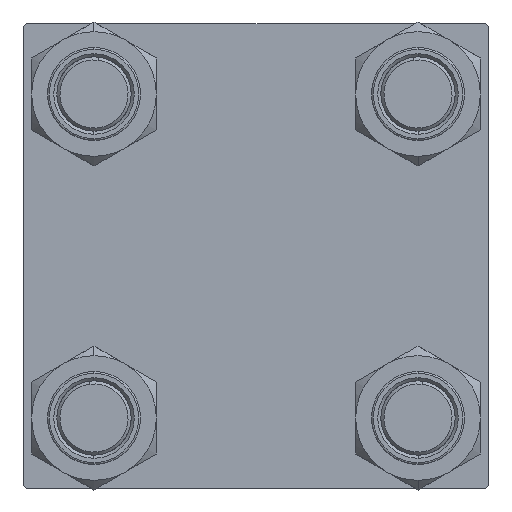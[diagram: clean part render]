
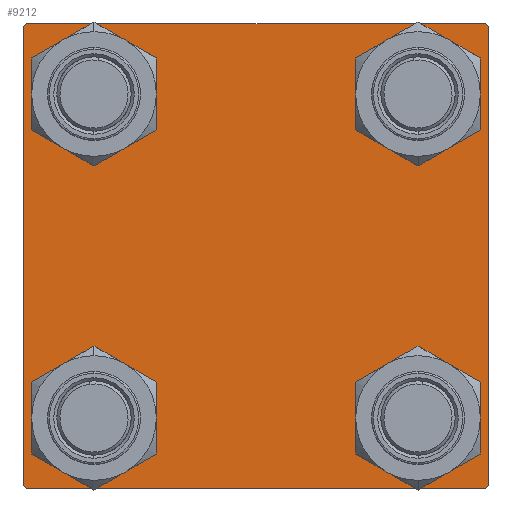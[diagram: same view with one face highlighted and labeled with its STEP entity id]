
A CAD part, left-side view. The second image highlights one B-rep face of the part: STEP entity #9212.
In plain terms, the highlighted planar face has unit normal (-1, 0, 0).
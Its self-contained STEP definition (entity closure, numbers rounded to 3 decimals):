
#1422 = ORIENTED_EDGE ( 'NONE', *, *, #2404, .F. ) ;
#1515 = EDGE_CURVE ( 'NONE', #30123, #22061, #30509, .T. ) ;
#1553 = FACE_BOUND ( 'NONE', #36457, .T. ) ;
#1596 = LINE ( 'NONE', #4403, #41962 ) ;
#1809 = EDGE_CURVE ( 'NONE', #48268, #20041, #28181, .T. ) ;
#2349 = CARTESIAN_POINT ( 'NONE',  ( 0., 26.15, 32.65 ) ) ;
#2404 = EDGE_CURVE ( 'NONE', #40756, #38510, #1596, .T. ) ;
#2419 = DIRECTION ( 'NONE',  ( 0., 0., 1. ) ) ;
#3381 = CARTESIAN_POINT ( 'NONE',  ( 0., -37., -37.5 ) ) ;
#3528 = VERTEX_POINT ( 'NONE', #49453 ) ;
#4403 = CARTESIAN_POINT ( 'NONE',  ( 0., 37.5, 37.5 ) ) ;
#5101 = ORIENTED_EDGE ( 'NONE', *, *, #22784, .T. ) ;
#5182 = LINE ( 'NONE', #24278, #15768 ) ;
#5189 = CARTESIAN_POINT ( 'NONE',  ( 0., 26.15, 26.15 ) ) ;
#5886 = DIRECTION ( 'NONE',  ( 0., 0., 1. ) ) ;
#6032 = CARTESIAN_POINT ( 'NONE',  ( 0., 26.15, -26.15 ) ) ;
#6095 = ORIENTED_EDGE ( 'NONE', *, *, #24605, .T. ) ;
#6420 = CARTESIAN_POINT ( 'NONE',  ( 0., -37.5, 37.5 ) ) ;
#7644 = EDGE_CURVE ( 'NONE', #22061, #30123, #38025, .T. ) ;
#7708 = AXIS2_PLACEMENT_3D ( 'NONE', #21496, #18181, #2419 ) ;
#8008 = DIRECTION ( 'NONE',  ( 0., -0.707, 0.707 ) ) ;
#8261 = EDGE_CURVE ( 'NONE', #3528, #23573, #14052, .T. ) ;
#8266 = CARTESIAN_POINT ( 'NONE',  ( 0., 37.5, -37.5 ) ) ;
#8318 = EDGE_CURVE ( 'NONE', #15804, #21299, #41342, .T. ) ;
#9212 = ADVANCED_FACE ( 'NONE', ( #40285, #20381, #28777, #1553, #25209 ), #16561, .T. ) ;
#9442 = DIRECTION ( 'NONE',  ( 0., 0., 1. ) ) ;
#9641 = CIRCLE ( 'NONE', #12911, 6.5 ) ;
#9649 = DIRECTION ( 'NONE',  ( 1., 0., 0. ) ) ;
#10119 = DIRECTION ( 'NONE',  ( 0., 0., 1. ) ) ;
#10173 = DIRECTION ( 'NONE',  ( 1., 0., 0. ) ) ;
#10637 = DIRECTION ( 'NONE',  ( 0., 0.707, -0.707 ) ) ;
#11005 = EDGE_CURVE ( 'NONE', #20041, #48268, #9641, .T. ) ;
#11146 = CARTESIAN_POINT ( 'NONE',  ( 0., -26.15, -26.15 ) ) ;
#11580 = LINE ( 'NONE', #42931, #33353 ) ;
#12911 = AXIS2_PLACEMENT_3D ( 'NONE', #17341, #32397, #5886 ) ;
#13213 = CARTESIAN_POINT ( 'NONE',  ( 0., -26.15, -26.15 ) ) ;
#13639 = ORIENTED_EDGE ( 'NONE', *, *, #7644, .T. ) ;
#14051 = VECTOR ( 'NONE', #10637, 1000. ) ;
#14052 = LINE ( 'NONE', #29332, #47877 ) ;
#14886 = EDGE_CURVE ( 'NONE', #17168, #3528, #5182, .T. ) ;
#14978 = DIRECTION ( 'NONE',  ( 0., 0., 1. ) ) ;
#15768 = VECTOR ( 'NONE', #16634, 1000. ) ;
#15804 = VERTEX_POINT ( 'NONE', #35607 ) ;
#16561 = PLANE ( 'NONE',  #31559 ) ;
#16634 = DIRECTION ( 'NONE',  ( 0., 0., -1. ) ) ;
#16794 = VERTEX_POINT ( 'NONE', #27861 ) ;
#17168 = VERTEX_POINT ( 'NONE', #36496 ) ;
#17341 = CARTESIAN_POINT ( 'NONE',  ( 0., 26.15, -26.15 ) ) ;
#18181 = DIRECTION ( 'NONE',  ( 1., 0., 0. ) ) ;
#18791 = ORIENTED_EDGE ( 'NONE', *, *, #44803, .T. ) ;
#19308 = ORIENTED_EDGE ( 'NONE', *, *, #1809, .T. ) ;
#19728 = CARTESIAN_POINT ( 'NONE',  ( 0., 26.15, -32.65 ) ) ;
#20041 = VERTEX_POINT ( 'NONE', #19728 ) ;
#20096 = AXIS2_PLACEMENT_3D ( 'NONE', #37888, #45042, #10119 ) ;
#20137 = CARTESIAN_POINT ( 'NONE',  ( 0., 37., -37.5 ) ) ;
#20381 = FACE_BOUND ( 'NONE', #41001, .T. ) ;
#20451 = CARTESIAN_POINT ( 'NONE',  ( 0., -37.25, 37.25 ) ) ;
#20620 = VECTOR ( 'NONE', #23781, 1000. ) ;
#20648 = CARTESIAN_POINT ( 'NONE',  ( 0., -26.15, 19.65 ) ) ;
#20926 = CARTESIAN_POINT ( 'NONE',  ( 0., -26.15, -19.65 ) ) ;
#21125 = EDGE_CURVE ( 'NONE', #21350, #21299, #11580, .T. ) ;
#21205 = DIRECTION ( 'NONE',  ( 1., 0., 0. ) ) ;
#21299 = VERTEX_POINT ( 'NONE', #29855 ) ;
#21350 = VERTEX_POINT ( 'NONE', #3381 ) ;
#21496 = CARTESIAN_POINT ( 'NONE',  ( 0., 26.15, 26.15 ) ) ;
#22016 = CIRCLE ( 'NONE', #40782, 6.5 ) ;
#22061 = VERTEX_POINT ( 'NONE', #37534 ) ;
#22185 = DIRECTION ( 'NONE',  ( 0., 0., -1. ) ) ;
#22227 = VECTOR ( 'NONE', #44183, 1000. ) ;
#22784 = EDGE_CURVE ( 'NONE', #33294, #43583, #22016, .T. ) ;
#23573 = VERTEX_POINT ( 'NONE', #20137 ) ;
#23781 = DIRECTION ( 'NONE',  ( 0., -1., 0. ) ) ;
#24278 = CARTESIAN_POINT ( 'NONE',  ( 0., 37.5, 37.5 ) ) ;
#24280 = LINE ( 'NONE', #20451, #22227 ) ;
#24605 = EDGE_CURVE ( 'NONE', #16794, #43618, #36745, .T. ) ;
#25209 = FACE_OUTER_BOUND ( 'NONE', #41332, .T. ) ;
#25758 = DIRECTION ( 'NONE',  ( 0., -0.707, -0.707 ) ) ;
#26421 = AXIS2_PLACEMENT_3D ( 'NONE', #6032, #48875, #41967 ) ;
#26659 = ORIENTED_EDGE ( 'NONE', *, *, #1515, .T. ) ;
#27397 = EDGE_LOOP ( 'NONE', ( #13639, #26659 ) ) ;
#27690 = ORIENTED_EDGE ( 'NONE', *, *, #14886, .T. ) ;
#27861 = CARTESIAN_POINT ( 'NONE',  ( 0., 26.15, 19.65 ) ) ;
#28181 = CIRCLE ( 'NONE', #26421, 6.5 ) ;
#28777 = FACE_BOUND ( 'NONE', #35625, .T. ) ;
#29332 = CARTESIAN_POINT ( 'NONE',  ( 0., 37.25, -37.25 ) ) ;
#29339 = EDGE_CURVE ( 'NONE', #15804, #38510, #24280, .T. ) ;
#29855 = CARTESIAN_POINT ( 'NONE',  ( 0., -37.5, -37. ) ) ;
#29973 = CARTESIAN_POINT ( 'NONE',  ( 0., 37.25, 37.25 ) ) ;
#30123 = VERTEX_POINT ( 'NONE', #20648 ) ;
#30329 = CARTESIAN_POINT ( 'NONE',  ( 0., -37., 37.5 ) ) ;
#30509 = CIRCLE ( 'NONE', #39593, 6.5 ) ;
#30736 = DIRECTION ( 'NONE',  ( 1., 0., 0. ) ) ;
#31559 = AXIS2_PLACEMENT_3D ( 'NONE', #31858, #40034, #9442 ) ;
#31858 = CARTESIAN_POINT ( 'NONE',  ( 0., 0., 0. ) ) ;
#31969 = EDGE_CURVE ( 'NONE', #43618, #16794, #46760, .T. ) ;
#31986 = ORIENTED_EDGE ( 'NONE', *, *, #21125, .T. ) ;
#32397 = DIRECTION ( 'NONE',  ( 1., 0., 0. ) ) ;
#32597 = ORIENTED_EDGE ( 'NONE', *, *, #29339, .T. ) ;
#33294 = VERTEX_POINT ( 'NONE', #39021 ) ;
#33349 = ORIENTED_EDGE ( 'NONE', *, *, #44802, .T. ) ;
#33353 = VECTOR ( 'NONE', #8008, 1000. ) ;
#34559 = ORIENTED_EDGE ( 'NONE', *, *, #11005, .T. ) ;
#34563 = EDGE_CURVE ( 'NONE', #23573, #21350, #43188, .T. ) ;
#35502 = DIRECTION ( 'NONE',  ( 0., -1., 0. ) ) ;
#35607 = CARTESIAN_POINT ( 'NONE',  ( 0., -37.5, 37. ) ) ;
#35625 = EDGE_LOOP ( 'NONE', ( #19308, #34559 ) ) ;
#36064 = ORIENTED_EDGE ( 'NONE', *, *, #8261, .T. ) ;
#36457 = EDGE_LOOP ( 'NONE', ( #37629, #6095 ) ) ;
#36496 = CARTESIAN_POINT ( 'NONE',  ( 0., 37.5, 37. ) ) ;
#36745 = CIRCLE ( 'NONE', #43272, 6.5 ) ;
#36786 = DIRECTION ( 'NONE',  ( 0., 0., 1. ) ) ;
#36843 = CARTESIAN_POINT ( 'NONE',  ( 0., 37., 37.5 ) ) ;
#37534 = CARTESIAN_POINT ( 'NONE',  ( 0., -26.15, 32.65 ) ) ;
#37629 = ORIENTED_EDGE ( 'NONE', *, *, #31969, .T. ) ;
#37672 = AXIS2_PLACEMENT_3D ( 'NONE', #11146, #30736, #49396 ) ;
#37888 = CARTESIAN_POINT ( 'NONE',  ( 0., -26.15, 26.15 ) ) ;
#38025 = CIRCLE ( 'NONE', #20096, 6.5 ) ;
#38393 = CARTESIAN_POINT ( 'NONE',  ( 0., 26.15, -19.65 ) ) ;
#38510 = VERTEX_POINT ( 'NONE', #30329 ) ;
#39021 = CARTESIAN_POINT ( 'NONE',  ( 0., -26.15, -32.65 ) ) ;
#39593 = AXIS2_PLACEMENT_3D ( 'NONE', #49934, #10173, #14978 ) ;
#40034 = DIRECTION ( 'NONE',  ( -1., 0., 0. ) ) ;
#40285 = FACE_BOUND ( 'NONE', #27397, .T. ) ;
#40756 = VERTEX_POINT ( 'NONE', #36843 ) ;
#40782 = AXIS2_PLACEMENT_3D ( 'NONE', #13213, #9649, #48411 ) ;
#41001 = EDGE_LOOP ( 'NONE', ( #18791, #5101 ) ) ;
#41332 = EDGE_LOOP ( 'NONE', ( #27690, #36064, #48155, #31986, #43292, #32597, #1422, #33349 ) ) ;
#41342 = LINE ( 'NONE', #6420, #43785 ) ;
#41962 = VECTOR ( 'NONE', #35502, 1000. ) ;
#41967 = DIRECTION ( 'NONE',  ( 0., 0., 1. ) ) ;
#42931 = CARTESIAN_POINT ( 'NONE',  ( 0., -37.25, -37.25 ) ) ;
#43188 = LINE ( 'NONE', #8266, #20620 ) ;
#43272 = AXIS2_PLACEMENT_3D ( 'NONE', #5189, #21205, #36786 ) ;
#43292 = ORIENTED_EDGE ( 'NONE', *, *, #8318, .F. ) ;
#43583 = VERTEX_POINT ( 'NONE', #20926 ) ;
#43618 = VERTEX_POINT ( 'NONE', #2349 ) ;
#43785 = VECTOR ( 'NONE', #22185, 1000. ) ;
#44183 = DIRECTION ( 'NONE',  ( 0., 0.707, 0.707 ) ) ;
#44802 = EDGE_CURVE ( 'NONE', #40756, #17168, #49643, .T. ) ;
#44803 = EDGE_CURVE ( 'NONE', #43583, #33294, #45002, .T. ) ;
#45002 = CIRCLE ( 'NONE', #37672, 6.5 ) ;
#45042 = DIRECTION ( 'NONE',  ( 1., 0., 0. ) ) ;
#46760 = CIRCLE ( 'NONE', #7708, 6.5 ) ;
#47877 = VECTOR ( 'NONE', #25758, 1000. ) ;
#48155 = ORIENTED_EDGE ( 'NONE', *, *, #34563, .T. ) ;
#48268 = VERTEX_POINT ( 'NONE', #38393 ) ;
#48411 = DIRECTION ( 'NONE',  ( 0., 0., 1. ) ) ;
#48875 = DIRECTION ( 'NONE',  ( 1., 0., 0. ) ) ;
#49396 = DIRECTION ( 'NONE',  ( 0., 0., 1. ) ) ;
#49453 = CARTESIAN_POINT ( 'NONE',  ( 0., 37.5, -37. ) ) ;
#49643 = LINE ( 'NONE', #29973, #14051 ) ;
#49934 = CARTESIAN_POINT ( 'NONE',  ( 0., -26.15, 26.15 ) ) ;
